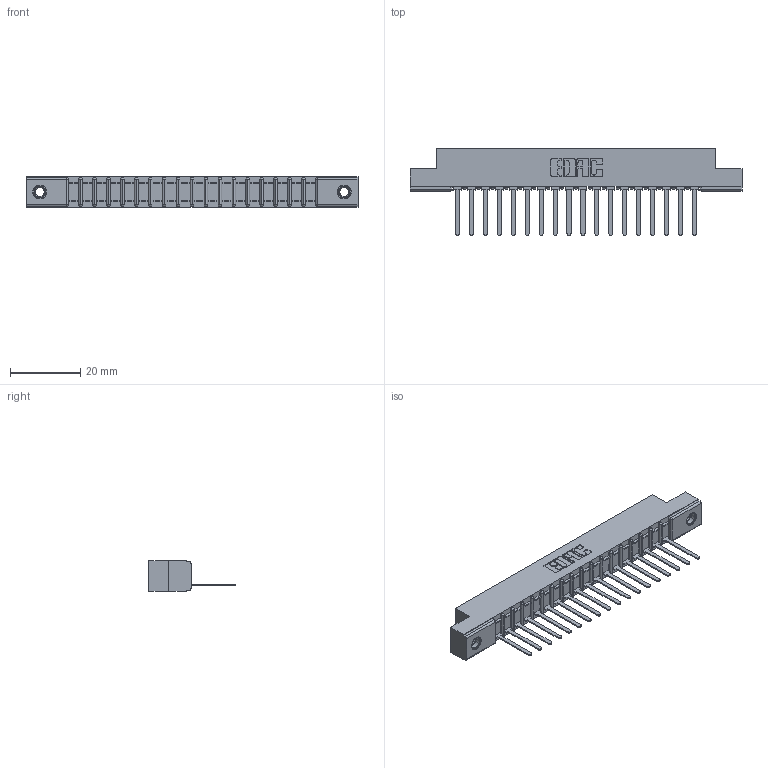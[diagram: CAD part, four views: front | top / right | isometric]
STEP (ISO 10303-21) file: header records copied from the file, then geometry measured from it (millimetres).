
FILE_DESCRIPTION (( 'STEP AP203' ), '1' );
FILE_NAME ('357-018-441-107.STEP', '2020-10-01T00:35:48', ( '' ), ( '' ), 'SwSTEP 2.0', 'SolidWorks 2020', '' );
FILE_SCHEMA (( 'CONFIG_CONTROL_DESIGN' ));
Length unit declared in the file: inch
Products named in the file (4): 307 Part_.156 Dia Mounting Holes; 345-250-001_345-250-005-103; 357-018-441-107; 307-290-002_541
Assembly tree (21 placements, depth 2):
  357-018-441-107
    307 Part_.156 Dia Mounting Holes
    307-290-002_541  x18
    345-250-001_345-250-005-103  x2
Bounding box: 94.34 x 24.59 x 8.71 mm (x, y, z)
Volume: 6263 mm3; surface area: 11511.3 mm2
Topology: 21 solids, 21 shells, 1529 faces, 4635 edges, 3030 vertices
Faces by surface type: plane 912, cylinder 563, sphere 38, cone 12, torus 4
Entity records: 20293 total; most frequent: CARTESIAN_POINT 3399, ORIENTED_EDGE 3382, DIRECTION 3323, EDGE_CURVE 1691, LINE 1283, VECTOR 1283, VERTEX_POINT 1096, AXIS2_PLACEMENT_3D 1020
